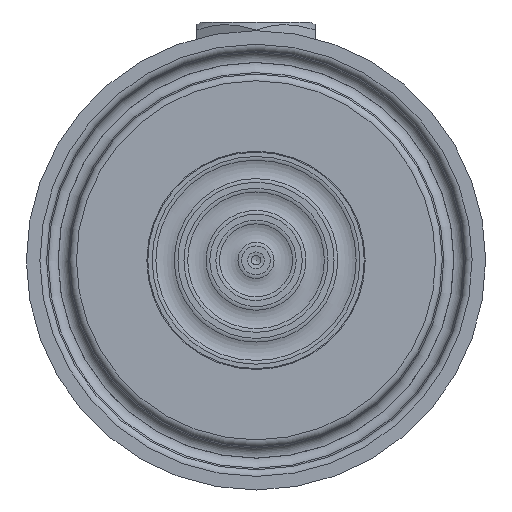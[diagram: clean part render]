
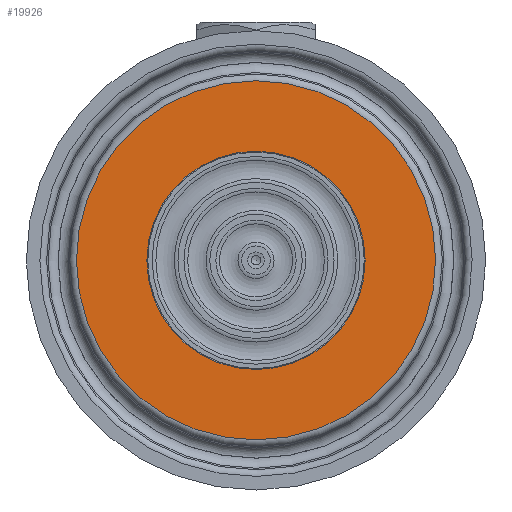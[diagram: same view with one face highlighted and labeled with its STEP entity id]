
A CAD part, left-side view. The second image highlights one B-rep face of the part: STEP entity #19926.
In plain terms, the highlighted planar face has unit normal (-1, 0, 0).
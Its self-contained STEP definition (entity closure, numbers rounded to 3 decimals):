
#269=FACE_BOUND('',#3265,.T.);
#958=PLANE('',#21324);
#2079=FACE_OUTER_BOUND('',#3264,.T.);
#3264=EDGE_LOOP('',(#18316));
#3265=EDGE_LOOP('',(#18317));
#3976=CIRCLE('',#21317,12.);
#3980=CIRCLE('',#21325,19.742);
#9257=VERTEX_POINT('',#63397);
#9259=VERTEX_POINT('',#63408);
#12286=EDGE_CURVE('',#9257,#9257,#3976,.T.);
#12291=EDGE_CURVE('',#9259,#9259,#3980,.T.);
#18316=ORIENTED_EDGE('',*,*,#12291,.F.);
#18317=ORIENTED_EDGE('',*,*,#12286,.T.);
#19926=ADVANCED_FACE('',(#2079,#269),#958,.T.);
#21317=AXIS2_PLACEMENT_3D('',#63398,#24889,#24890);
#21324=AXIS2_PLACEMENT_3D('',#63407,#24904,#24905);
#21325=AXIS2_PLACEMENT_3D('',#63409,#24906,#24907);
#24889=DIRECTION('center_axis',(1.,0.,0.));
#24890=DIRECTION('ref_axis',(0.,1.,0.));
#24904=DIRECTION('center_axis',(-1.,0.,0.));
#24905=DIRECTION('ref_axis',(0.,0.,1.));
#24906=DIRECTION('center_axis',(1.,0.,0.));
#24907=DIRECTION('ref_axis',(0.,0.,-1.));
#63397=CARTESIAN_POINT('',(0.,-12.,0.));
#63398=CARTESIAN_POINT('Origin',(0.,0.,
0.));
#63407=CARTESIAN_POINT('Origin',(0.,19.742,
0.));
#63408=CARTESIAN_POINT('',(0.,0.,19.742));
#63409=CARTESIAN_POINT('Origin',(0.,0.,0.));
